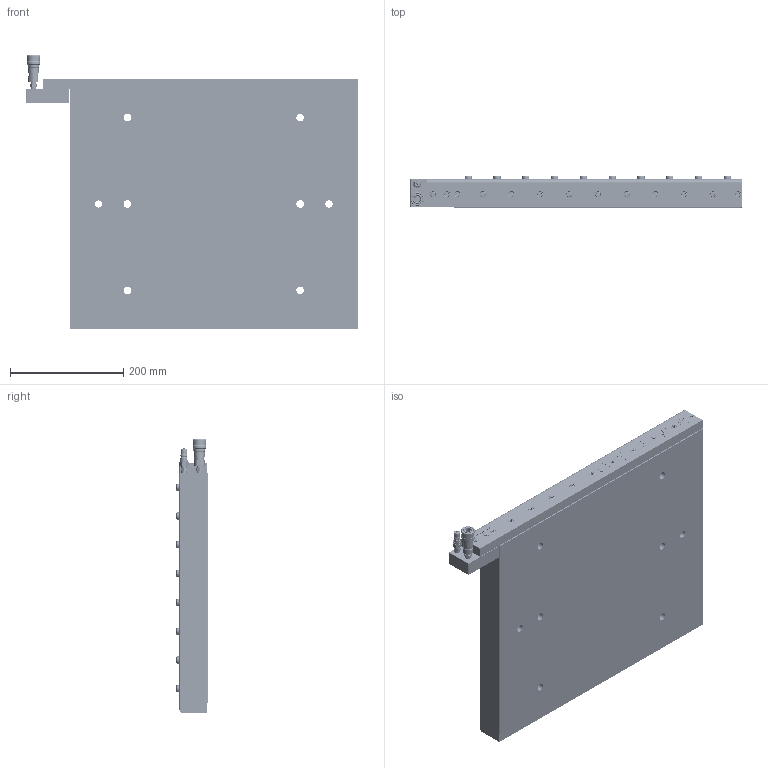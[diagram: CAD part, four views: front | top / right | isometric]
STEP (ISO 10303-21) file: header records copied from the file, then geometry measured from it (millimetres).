
FILE_DESCRIPTION (( 'STEP AP214' ), '1' );
FILE_NAME ('DA80 with Standard Manifold Block.STEP', '2023-12-26T13:46:16', ( 'Montague Tools Inc' ), ( '' ), 'SwSTEP 2.0', 'SolidWorks 2023', '' );
FILE_SCHEMA (( 'AUTOMOTIVE_DESIGN' ));
Length unit declared in the file: inch
Products named in the file (10): Standard Block Assembly; Coupler H1-62 [ FEMALE ]; DA80 HYDRAULIC BASE; STANDARD MANIFOLD BLOCK [ 1201 ]; REAR MANIFOLD; 1-8FF [ .125 NIPPLE ]; DA80 with Standard Manifold Block; FRONT MANIFOLD; Nipple H1-63 [ MALE ]; .250 X .75 SHCS
Assembly tree (33 placements, depth 3):
  DA80 with Standard Manifold Block
    DA80 HYDRAULIC BASE
    FRONT MANIFOLD
    REAR MANIFOLD
    .250 X .75 SHCS  x24
    Standard Block Assembly
      STANDARD MANIFOLD BLOCK [ 1201 ]
      1-8FF [ .125 NIPPLE ]  x2
      Coupler H1-62 [ FEMALE ]
      Nipple H1-63 [ MALE ]
Bounding box: 584.84 x 55.12 x 484.3 mm (x, y, z)
Volume: 11159114.1 mm3; surface area: 798019.8 mm2
Topology: 32 solids, 32 shells, 4592 faces, 10871 edges, 6457 vertices
Faces by surface type: plane 1435, cone 1298, cylinder 1212, bspline 387, torus 260
Entity records: 133516 total; most frequent: CARTESIAN_POINT 42476, DIRECTION 18937, ORIENTED_EDGE 18250, EDGE_CURVE 9125, AXIS2_PLACEMENT_3D 6926, VERTEX_POINT 5707, VECTOR 5085, LINE 5085
